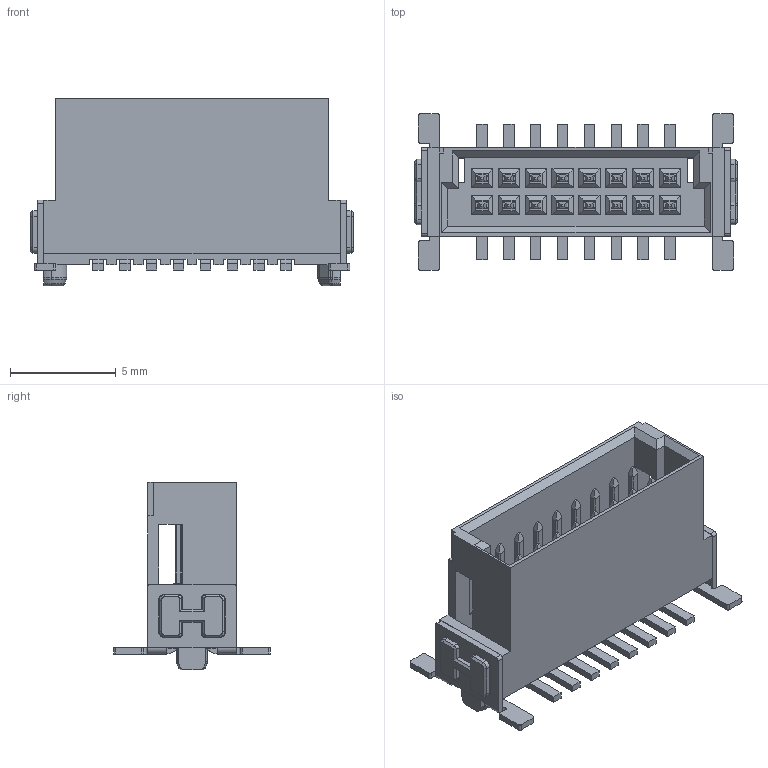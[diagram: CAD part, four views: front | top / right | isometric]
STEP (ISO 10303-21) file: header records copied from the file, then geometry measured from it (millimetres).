
FILE_DESCRIPTION(('CATIA V5 STEP Exchange','CAx-IF Rec.Pracs.--- Model Styling and Organization---1.4--- 2014-01-23'),'2;1');
FILE_NAME ('1254380-2_0_2747080000_2747080000.stp','2020-10-07T06:44:50+00:00',('none'),('Weidmueller'),'CATIA Version 5-6 Release 2016 SP3 HF44','CATIA V5 STEP AP214','none');
FILE_SCHEMA(('AUTOMOTIVE_DESIGN { 1 0 10303 214 1 1 1 1 }'));
Length unit declared in the file: millimetre
Products named in the file (1): 2747080000
Bounding box: 15.24 x 7.4 x 8.88 mm (x, y, z)
Volume: 248.9 mm3; surface area: 854.1 mm2
Topology: 5 solids, 5 shells, 1274 faces, 3336 edges, 2171 vertices
Faces by surface type: plane 774, cylinder 303, extrusion 64, bspline 52, torus 50, cone 23, sphere 8
Entity records: 44367 total; most frequent: CARTESIAN_POINT 15159, ORIENTED_EDGE 6664, DIRECTION 4467, EDGE_CURVE 3332, VECTOR 2365, LINE 2301, VERTEX_POINT 2171, EDGE_LOOP 1397
